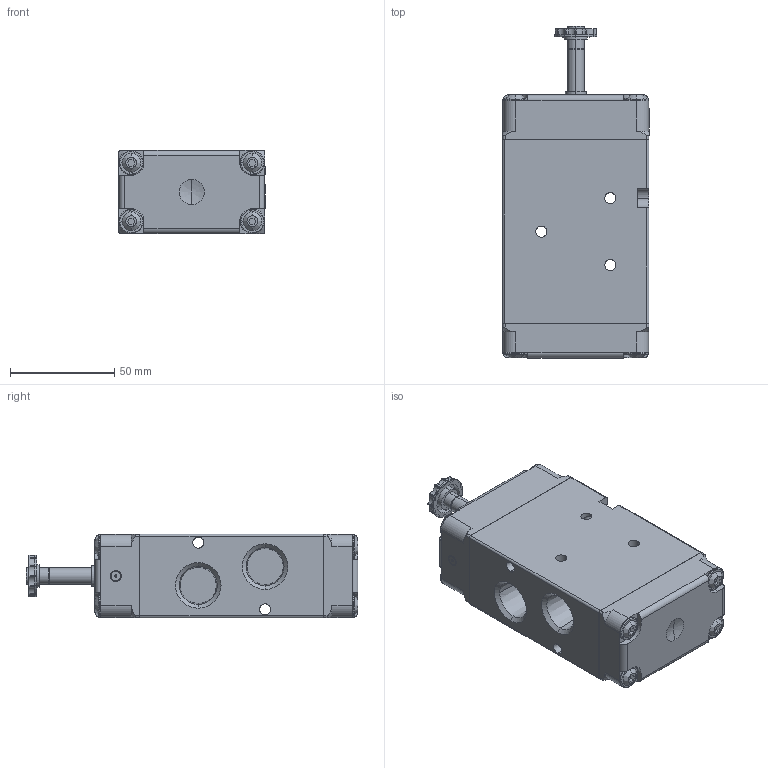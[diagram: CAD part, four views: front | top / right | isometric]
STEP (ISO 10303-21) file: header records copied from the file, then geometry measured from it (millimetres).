
FILE_DESCRIPTION (( 'STEP AP203' ), '1' );
FILE_NAME ('7030020200U.step', '2024-02-07T21:36:41', ( '' ), ( '' ), 'SwSTEP 2.0', 'SolidWorks 2023', '' );
FILE_SCHEMA (( 'CONFIG_CONTROL_DESIGN' ));
Length unit declared in the file: inch
Products named in the file (1): 7030020200U
Bounding box: 70.2 x 159 x 40 mm (x, y, z)
Volume: 332825.1 mm3; surface area: 53666 mm2
Topology: 3 solids, 3 shells, 579 faces, 1491 edges, 970 vertices
Faces by surface type: plane 253, cylinder 240, bspline 52, cone 34
Entity records: 19786 total; most frequent: CARTESIAN_POINT 5411, DIRECTION 3063, ORIENTED_EDGE 2974, EDGE_CURVE 1487, AXIS2_PLACEMENT_3D 1126, VERTEX_POINT 970, LINE 811, VECTOR 811
